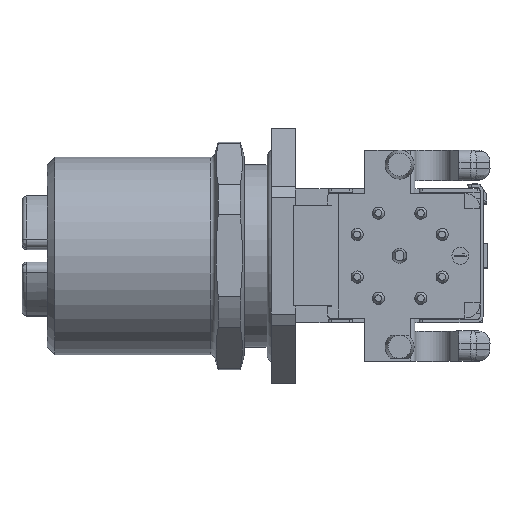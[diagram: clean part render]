
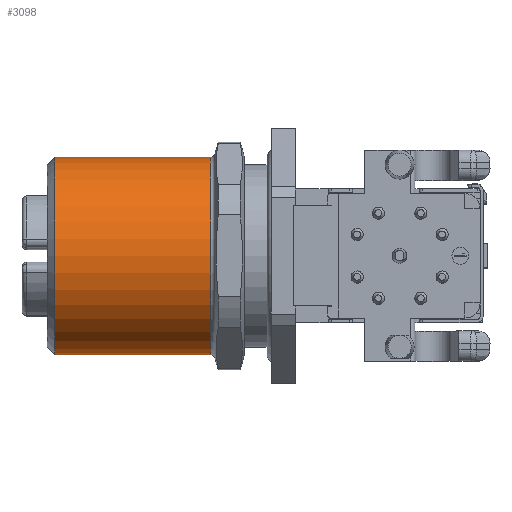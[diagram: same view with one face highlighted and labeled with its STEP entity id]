
A CAD part, top view. The second image highlights one B-rep face of the part: STEP entity #3098.
In plain terms, the highlighted cylindrical face has radius 6.5 mm (diameter 13 mm), a full revolution.
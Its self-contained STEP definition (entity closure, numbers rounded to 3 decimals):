
#3098=ADVANCED_FACE('',(#3598,#3599),#3428,.T.);
#3428=CYLINDRICAL_SURFACE('',#10609,6.5);
#3598=FACE_BOUND('',#4086,.T.);
#3599=FACE_BOUND('',#4087,.T.);
#4086=EDGE_LOOP('',(#6186));
#4087=EDGE_LOOP('',(#6187));
#6186=ORIENTED_EDGE('',*,*,#9063,.T.);
#6187=ORIENTED_EDGE('',*,*,#9064,.T.);
#7806=VERTEX_POINT('',#17518);
#7807=VERTEX_POINT('',#17520);
#9063=EDGE_CURVE('',#7806,#7806,#9810,.T.);
#9064=EDGE_CURVE('',#7807,#7807,#9811,.T.);
#9810=CIRCLE('',#10607,6.5);
#9811=CIRCLE('',#10608,6.5);
#10607=AXIS2_PLACEMENT_3D('',#17517,#12815,#12816);
#10608=AXIS2_PLACEMENT_3D('',#17519,#12817,#12818);
#10609=AXIS2_PLACEMENT_3D('',#17521,#12819,#12820);
#12815=DIRECTION('',(-1.,0.,0.));
#12816=DIRECTION('',(0.,-1.,0.));
#12817=DIRECTION('',(1.,0.,0.));
#12818=DIRECTION('',(0.,1.,0.));
#12819=DIRECTION('',(-1.,0.,0.));
#12820=DIRECTION('',(0.,1.,0.));
#17517=CARTESIAN_POINT('',(12.405,0.,0.));
#17518=CARTESIAN_POINT('',(12.405,-6.5,0.));
#17519=CARTESIAN_POINT('',(2.136,0.,0.));
#17520=CARTESIAN_POINT('',(2.136,6.5,0.));
#17521=CARTESIAN_POINT('',(1.636,0.,0.));
